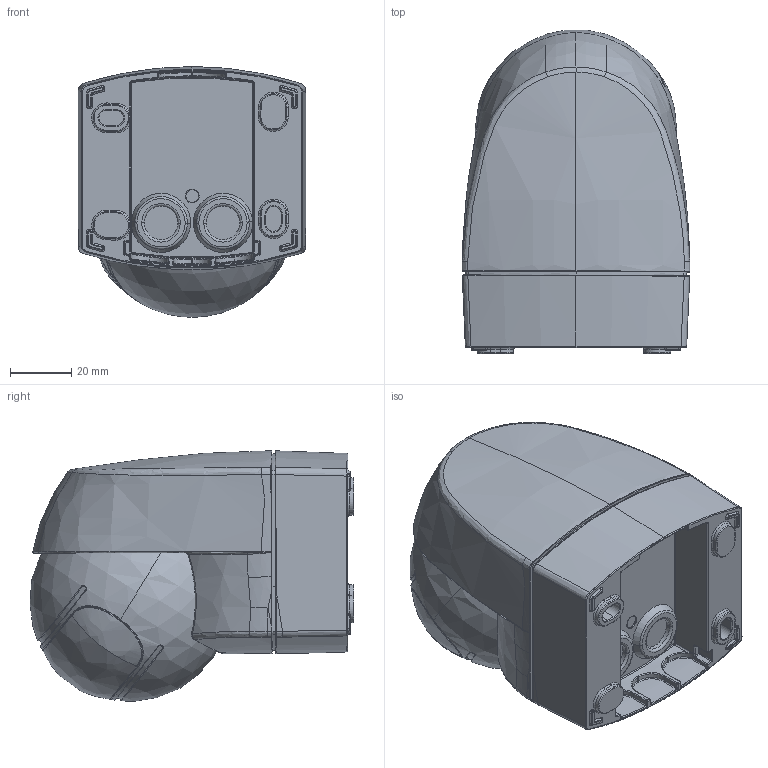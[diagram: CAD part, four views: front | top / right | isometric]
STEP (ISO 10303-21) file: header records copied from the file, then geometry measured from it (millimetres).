
FILE_DESCRIPTION((''),'2;1');
FILE_NAME('');
FILE_SCHEMA(('CONFIG_CONTROL_DESIGN'));
Length unit declared in the file: millimetre
Products named in the file (1): EM10025327
Bounding box: 74.3 x 105.61 x 81.66 mm (x, y, z)
Volume: 371734.5 mm3; surface area: 53174.7 mm2
Topology: 5 solids, 5 shells, 628 faces, 1445 edges, 816 vertices
Faces by surface type: bspline 204, cylinder 168, torus 122, plane 79, sphere 26, extrusion 21, revolution 4, cone 4
Entity records: 31309 total; most frequent: CARTESIAN_POINT 19377, ORIENTED_EDGE 2836, DIRECTION 1609, EDGE_CURVE 1418, AXIS2_PLACEMENT_3D 882, VERTEX_POINT 816, EDGE_LOOP 644, ADVANCED_FACE 628
